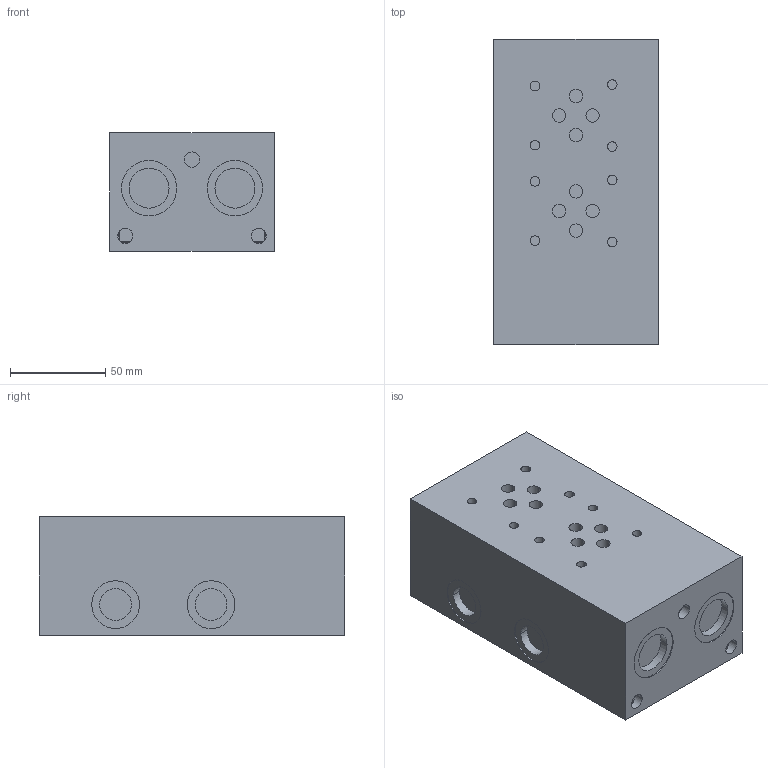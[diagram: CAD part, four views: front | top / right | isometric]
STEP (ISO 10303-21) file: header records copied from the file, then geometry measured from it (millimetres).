
FILE_DESCRIPTION( ( 'STEP AP214' ), '1' );
FILE_NAME( 'tmp0.step', '2010-11-17T14:28:37', ( ' ' ), ( ' ' ), 'XStep 1.0', ' ', ' ' );
FILE_SCHEMA( ( 'automotive_design' ) );
Length unit declared in the file: millimetre
Products named in the file (1): 1
Bounding box: 86 x 160 x 62 mm (x, y, z)
Volume: 830647.4 mm3; surface area: 65029.1 mm2
Topology: 1 solids, 1 shells, 219 faces, 508 edges, 332 vertices
Faces by surface type: cylinder 128, plane 73, cone 18
Entity records: 12311 total; most frequent: DIRECTION 1204, CARTESIAN_POINT 1096, STYLED_ITEM 1060, PRESENTATION_STYLE_ASSIGNMENT 1060, COLOUR_RGB 1060, ORIENTED_EDGE 1016, EDGE_CURVE 508, CURVE_STYLE 508
